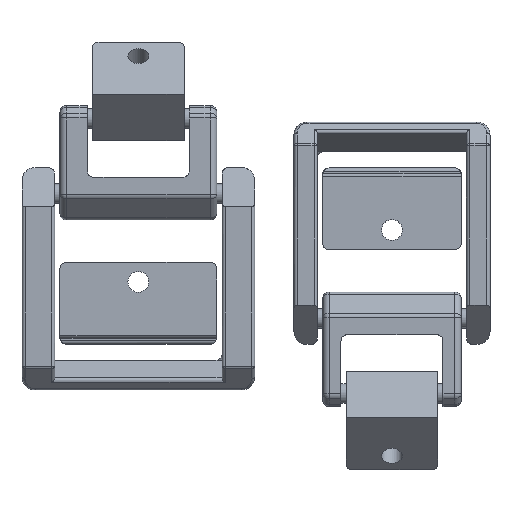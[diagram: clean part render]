
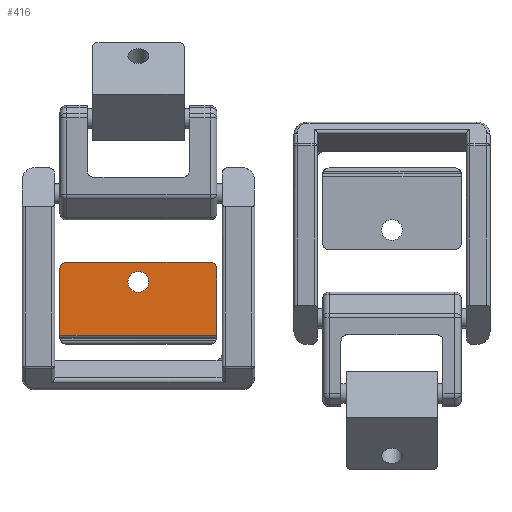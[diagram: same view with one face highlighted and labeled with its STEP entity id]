
A CAD part, top view. The second image highlights one B-rep face of the part: STEP entity #416.
In plain terms, the highlighted planar face has unit normal (0, 0, 1).
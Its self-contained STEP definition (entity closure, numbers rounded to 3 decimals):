
#173=FACE_BOUND('',#1113,.T.);
#174=FACE_BOUND('',#1114,.T.);
#416=ADVANCED_FACE('',(#173,#174),#715,.F.);
#715=PLANE('',#5109);
#1113=EDGE_LOOP('',(#1706,#1707,#1708,#1709,#1710,#1711));
#1114=EDGE_LOOP('',(#1712));
#1441=CIRCLE('',#5095,1.);
#1442=CIRCLE('',#5098,1.);
#1447=CIRCLE('',#5108,1.6);
#1706=ORIENTED_EDGE('',*,*,#3536,.T.);
#1707=ORIENTED_EDGE('',*,*,#3549,.T.);
#1708=ORIENTED_EDGE('',*,*,#3557,.T.);
#1709=ORIENTED_EDGE('',*,*,#3552,.T.);
#1710=ORIENTED_EDGE('',*,*,#3541,.F.);
#1711=ORIENTED_EDGE('',*,*,#3563,.T.);
#1712=ORIENTED_EDGE('',*,*,#3564,.F.);
#3100=VERTEX_POINT('',#7231);
#3101=VERTEX_POINT('',#7233);
#3105=VERTEX_POINT('',#7243);
#3106=VERTEX_POINT('',#7244);
#3112=VERTEX_POINT('',#7258);
#3114=VERTEX_POINT('',#7263);
#3120=VERTEX_POINT('',#7287);
#3536=EDGE_CURVE('',#3101,#3100,#4250,.T.);
#3541=EDGE_CURVE('',#3105,#3106,#4254,.T.);
#3549=EDGE_CURVE('',#3100,#3112,#1441,.T.);
#3552=EDGE_CURVE('',#3114,#3106,#1442,.T.);
#3557=EDGE_CURVE('',#3112,#3114,#4262,.T.);
#3563=EDGE_CURVE('',#3105,#3101,#4266,.T.);
#3564=EDGE_CURVE('',#3120,#3120,#1447,.T.);
#4250=LINE('',#7232,#4670);
#4254=LINE('',#7242,#4674);
#4262=LINE('',#7275,#4682);
#4266=LINE('',#7285,#4686);
#4670=VECTOR('',#5665,1.);
#4674=VECTOR('',#5673,1.);
#4682=VECTOR('',#5705,1.);
#4686=VECTOR('',#5717,1.);
#5095=AXIS2_PLACEMENT_3D('',#7259,#5685,#5686);
#5098=AXIS2_PLACEMENT_3D('',#7265,#5692,#5693);
#5108=AXIS2_PLACEMENT_3D('',#7286,#5718,#5719);
#5109=AXIS2_PLACEMENT_3D('',#7288,#5720,#5721);
#5665=DIRECTION('',(0.,1.,0.));
#5673=DIRECTION('',(0.,1.,0.));
#5685=DIRECTION('',(0.,0.,1.));
#5686=DIRECTION('',(0.,-1.,0.));
#5692=DIRECTION('',(0.,0.,1.));
#5693=DIRECTION('',(0.,-1.,0.));
#5705=DIRECTION('',(-1.,0.,0.));
#5717=DIRECTION('',(1.,0.,0.));
#5718=DIRECTION('',(0.,0.,1.));
#5719=DIRECTION('',(0.,-1.,0.));
#5720=DIRECTION('',(0.,0.,-1.));
#5721=DIRECTION('',(0.,-1.,0.));
#7231=CARTESIAN_POINT('',(-523.,-10.296,364.45));
#7232=CARTESIAN_POINT('',(-523.,-22.296,364.45));
#7233=CARTESIAN_POINT('',(-523.,-20.546,364.45));
#7242=CARTESIAN_POINT('',(-547.,-22.296,364.45));
#7243=CARTESIAN_POINT('',(-547.,-20.546,364.45));
#7244=CARTESIAN_POINT('',(-547.,-10.296,364.45));
#7258=CARTESIAN_POINT('',(-524.,-9.296,364.45));
#7259=CARTESIAN_POINT('',(-524.,-10.296,364.45));
#7263=CARTESIAN_POINT('',(-546.,-9.296,364.45));
#7265=CARTESIAN_POINT('',(-546.,-10.296,364.45));
#7275=CARTESIAN_POINT('',(-535.,-9.296,364.45));
#7285=CARTESIAN_POINT('',(-542.9,-20.546,364.45));
#7286=CARTESIAN_POINT('',(-535.,-12.296,364.45));
#7287=CARTESIAN_POINT('',(-535.,-13.896,364.45));
#7288=CARTESIAN_POINT('',(-535.,-22.296,364.45));
